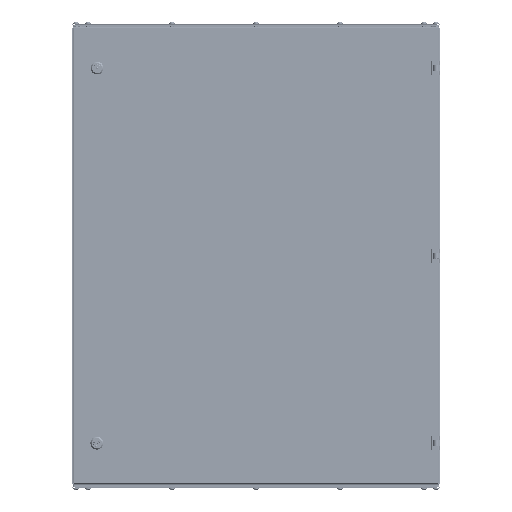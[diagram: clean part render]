
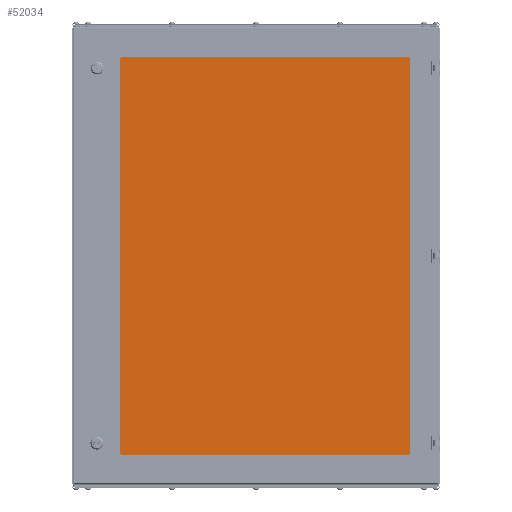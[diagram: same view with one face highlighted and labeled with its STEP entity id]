
A CAD part, top view. The second image highlights one B-rep face of the part: STEP entity #52034.
In plain terms, the highlighted planar face has unit normal (0, 0, 1).
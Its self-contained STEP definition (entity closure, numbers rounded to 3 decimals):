
#1505 = ORIENTED_EDGE ( 'NONE', *, *, #26276, .T. ) ;
#1797 = ORIENTED_EDGE ( 'NONE', *, *, #70978, .T. ) ;
#3732 = CARTESIAN_POINT ( 'NONE',  ( -317.75, 435.5, 4. ) ) ;
#4499 = ORIENTED_EDGE ( 'NONE', *, *, #74000, .T. ) ;
#4866 = CARTESIAN_POINT ( 'NONE',  ( 317.75, 435.5, 4. ) ) ;
#6838 = VERTEX_POINT ( 'NONE', #80379 ) ;
#7615 = ORIENTED_EDGE ( 'NONE', *, *, #78501, .T. ) ;
#9306 = ORIENTED_EDGE ( 'NONE', *, *, #17692, .T. ) ;
#10841 = CARTESIAN_POINT ( 'NONE',  ( -327.75, 445.5, 4. ) ) ;
#11224 = VERTEX_POINT ( 'NONE', #33240 ) ;
#11514 = ORIENTED_EDGE ( 'NONE', *, *, #67083, .T. ) ;
#11893 = DIRECTION ( 'NONE',  ( -1., 0., 0. ) ) ;
#12513 = DIRECTION ( 'NONE',  ( 0., 0., -1. ) ) ;
#12955 = CARTESIAN_POINT ( 'NONE',  ( -327.75, 435.5, 4. ) ) ;
#17290 = EDGE_CURVE ( 'NONE', #60028, #59992, #46746, .T. ) ;
#17692 = EDGE_CURVE ( 'NONE', #11224, #50064, #78233, .T. ) ;
#19741 = DIRECTION ( 'NONE',  ( -1., 0., 0. ) ) ;
#21046 = AXIS2_PLACEMENT_3D ( 'NONE', #3732, #75965, #11893 ) ;
#21143 = CARTESIAN_POINT ( 'NONE',  ( -317.75, -435.5, 4. ) ) ;
#21314 = ORIENTED_EDGE ( 'NONE', *, *, #17290, .T. ) ;
#22158 = AXIS2_PLACEMENT_3D ( 'NONE', #21143, #73138, #29326 ) ;
#23448 = LINE ( 'NONE', #53773, #51021 ) ;
#25768 = DIRECTION ( 'NONE',  ( -1., 0., 0. ) ) ;
#26276 = EDGE_CURVE ( 'NONE', #88834, #60028, #70452, .T. ) ;
#29242 = AXIS2_PLACEMENT_3D ( 'NONE', #4866, #55446, #84794 ) ;
#29326 = DIRECTION ( 'NONE',  ( -1., 0., 0. ) ) ;
#30759 = EDGE_CURVE ( 'NONE', #81767, #11224, #70759, .T. ) ;
#32932 = AXIS2_PLACEMENT_3D ( 'NONE', #85218, #12513, #19741 ) ;
#32946 = VECTOR ( 'NONE', #42062, 1000. ) ;
#33240 = CARTESIAN_POINT ( 'NONE',  ( 317.75, 445.5, 4. ) ) ;
#35949 = VECTOR ( 'NONE', #25768, 1000. ) ;
#40077 = CARTESIAN_POINT ( 'NONE',  ( -327.75, -435.5, 4. ) ) ;
#41419 = DIRECTION ( 'NONE',  ( 0., 0., 1. ) ) ;
#42062 = DIRECTION ( 'NONE',  ( 1., 0., 0. ) ) ;
#46746 = CIRCLE ( 'NONE', #22158, 10. ) ;
#48375 = AXIS2_PLACEMENT_3D ( 'NONE', #79444, #41419, #72224 ) ;
#49899 = CIRCLE ( 'NONE', #48375, 10. ) ;
#50064 = VERTEX_POINT ( 'NONE', #50757 ) ;
#50757 = CARTESIAN_POINT ( 'NONE',  ( -317.75, 445.5, 4. ) ) ;
#51021 = VECTOR ( 'NONE', #54241, 1000. ) ;
#52034 = ADVANCED_FACE ( 'NONE', ( #64976 ), #86641, .F. ) ;
#53773 = CARTESIAN_POINT ( 'NONE',  ( 327.75, -445.5, 4. ) ) ;
#53796 = ORIENTED_EDGE ( 'NONE', *, *, #30759, .T. ) ;
#54241 = DIRECTION ( 'NONE',  ( 0., 1., 0. ) ) ;
#54560 = VECTOR ( 'NONE', #92569, 1000. ) ;
#54908 = CARTESIAN_POINT ( 'NONE',  ( 317.75, -445.5, 4. ) ) ;
#55446 = DIRECTION ( 'NONE',  ( 0., 0., 1. ) ) ;
#55990 = CARTESIAN_POINT ( 'NONE',  ( -327.75, -445.5, 4. ) ) ;
#57947 = CIRCLE ( 'NONE', #21046, 10. ) ;
#59992 = VERTEX_POINT ( 'NONE', #62704 ) ;
#60028 = VERTEX_POINT ( 'NONE', #40077 ) ;
#62704 = CARTESIAN_POINT ( 'NONE',  ( -317.75, -445.5, 4. ) ) ;
#63929 = CARTESIAN_POINT ( 'NONE',  ( 327.75, 435.5, 4. ) ) ;
#64293 = EDGE_LOOP ( 'NONE', ( #1797, #4499, #11514, #53796, #9306, #7615, #1505, #21314 ) ) ;
#64705 = LINE ( 'NONE', #70989, #32946 ) ;
#64976 = FACE_OUTER_BOUND ( 'NONE', #64293, .T. ) ;
#67083 = EDGE_CURVE ( 'NONE', #6838, #81767, #23448, .T. ) ;
#70452 = LINE ( 'NONE', #55990, #54560 ) ;
#70759 = CIRCLE ( 'NONE', #29242, 10. ) ;
#70978 = EDGE_CURVE ( 'NONE', #59992, #91562, #64705, .T. ) ;
#70989 = CARTESIAN_POINT ( 'NONE',  ( -327.75, -445.5, 4. ) ) ;
#72224 = DIRECTION ( 'NONE',  ( -1., 0., 0. ) ) ;
#73138 = DIRECTION ( 'NONE',  ( 0., 0., 1. ) ) ;
#74000 = EDGE_CURVE ( 'NONE', #91562, #6838, #49899, .T. ) ;
#75965 = DIRECTION ( 'NONE',  ( 0., 0., 1. ) ) ;
#78233 = LINE ( 'NONE', #10841, #35949 ) ;
#78501 = EDGE_CURVE ( 'NONE', #50064, #88834, #57947, .T. ) ;
#79444 = CARTESIAN_POINT ( 'NONE',  ( 317.75, -435.5, 4. ) ) ;
#80379 = CARTESIAN_POINT ( 'NONE',  ( 327.75, -435.5, 4. ) ) ;
#81767 = VERTEX_POINT ( 'NONE', #63929 ) ;
#84794 = DIRECTION ( 'NONE',  ( -1., 0., 0. ) ) ;
#85218 = CARTESIAN_POINT ( 'NONE',  ( 0., 0., 4. ) ) ;
#86641 = PLANE ( 'NONE',  #32932 ) ;
#88834 = VERTEX_POINT ( 'NONE', #12955 ) ;
#91562 = VERTEX_POINT ( 'NONE', #54908 ) ;
#92569 = DIRECTION ( 'NONE',  ( 0., -1., 0. ) ) ;
